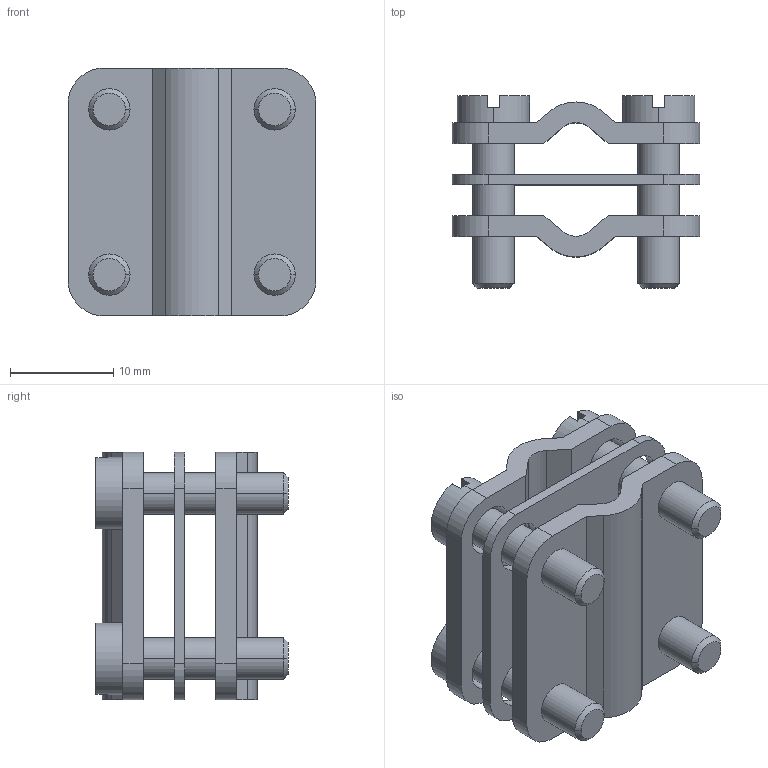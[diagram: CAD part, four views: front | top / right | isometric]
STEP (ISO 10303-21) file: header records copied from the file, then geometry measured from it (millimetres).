
FILE_DESCRIPTION((''),'2;1');
FILE_NAME('5064017_ASM','2015-06-19T',('AndreasKeweloh'),(''),'CREO PARAMETRIC BY PTC INC, 2015080','CREO PARAMETRIC BY PTC INC, 2015080','');
FILE_SCHEMA(('CONFIG_CONTROL_DESIGN'));
Length unit declared in the file: millimetre
Products named in the file (5): OBERTEIL; UNTERTEIL; ZWISCHPLATTE; ZYLINDERSCHRAUBE_ISO_1207_-_M4_; 5064017_ASM
Assembly tree (7 placements, depth 2):
  5064017_ASM
    OBERTEIL
    UNTERTEIL
    ZWISCHPLATTE
    ZYLINDERSCHRAUBE_ISO_1207_-_M4_  x4
Bounding box: 24 x 18.6 x 24 mm (x, y, z)
Volume: 3811.2 mm3; surface area: 5230.7 mm2
Topology: 7 solids, 7 shells, 146 faces, 352 edges, 224 vertices
Faces by surface type: cylinder 64, plane 58, cone 24
Entity records: 3263 total; most frequent: DIRECTION 594, CARTESIAN_POINT 533, ORIENTED_EDGE 512, EDGE_CURVE 256, AXIS2_PLACEMENT_3D 225, VERTEX_POINT 164, VECTOR 144, LINE 144
